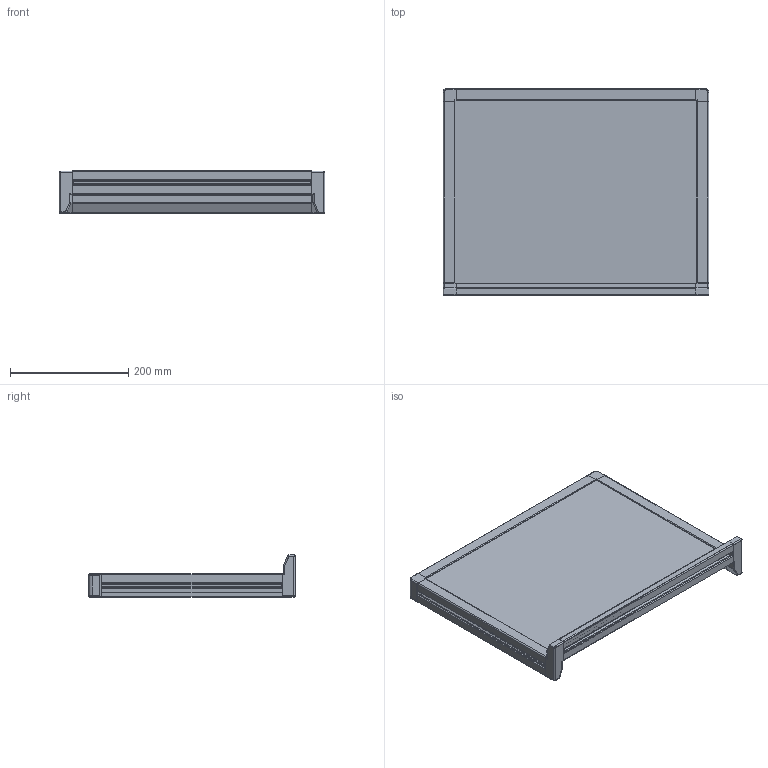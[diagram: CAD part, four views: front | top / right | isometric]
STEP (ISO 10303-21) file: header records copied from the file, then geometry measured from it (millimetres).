
FILE_DESCRIPTION(/* description */ (''),/* implementation_level */ '2;1');
FILE_NAME(/* name */ '13678_KriTec_Tablett_4x3 ESD_Rand_dreiseitig_Innenmass_410x310mm_rot_ähnl._RAL3000.stp',/* time_stamp */ '2018-11-22T15:57:02+01:00',/* author */ ('jendrek'),/* organization */ (''),/* preprocessor_version */ 'ST-DEVELOPER v16.13',/* originating_system */ 'Autodesk Inventor 2018',/* authorisation */ '');
FILE_SCHEMA (('AUTOMOTIVE_DESIGN { 1 0 10303 214 3 1 1 }'));
Length unit declared in the file: millimetre
Products named in the file (17): 13636_Tablett1x180; 14149_A1_Tablett 1x306; 14149_B1_Tablett 1x406; 14149_C1_Tablett 1x306; 14149_D1_Tablett 1x406; 14092_KriTec_Rahmenprofil-Eckverbindungssatz_8_40x20; 1; 2; 26032; 14430; 3; 4; 14430_1; 1_1; 2_1; 14368_PE Dichtschnur D6_330x430 Oben; 14368
Assembly tree (17 placements, depth 3):
  13636_Tablett1x180
    14149_A1_Tablett 1x306
    14149_B1_Tablett 1x406
    14149_C1_Tablett 1x306
    14149_D1_Tablett 1x406
    14092_KriTec_Rahmenprofil-Eckverbindungssatz_8_40x20  x2
      1
      2
    26032
    14430
      3
      4
    14430_1
      1_1
      2_1
    14368_PE Dichtschnur D6_330x430 Oben
    14368
Bounding box: 450.1 x 350 x 72 mm (x, y, z)
Volume: 1128082.2 mm3; surface area: 777717.4 mm2
Topology: 15 solids, 15 shells, 850 faces, 2421 edges, 1588 vertices
Faces by surface type: plane 436, cylinder 390, torus 12, sphere 12
Full cylindrical faces by diameter (mm): 3.6 x2, 6 x4, 6.8 x2
Entity records: 26442 total; most frequent: CARTESIAN_POINT 4997, DIRECTION 4480, ORIENTED_EDGE 4312, EDGE_CURVE 2156, AXIS2_PLACEMENT_3D 1545, VERTEX_POINT 1425, LINE 1390, VECTOR 1390
